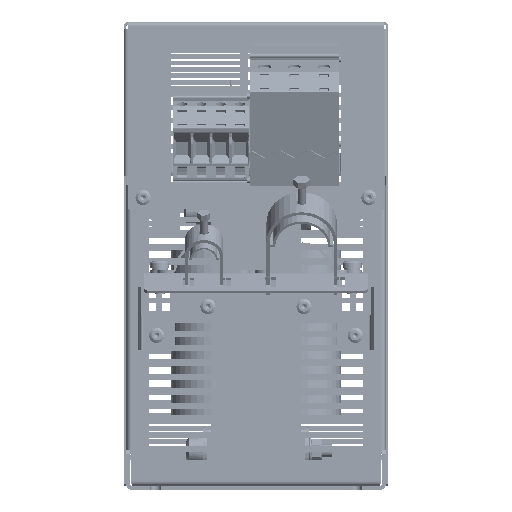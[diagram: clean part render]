
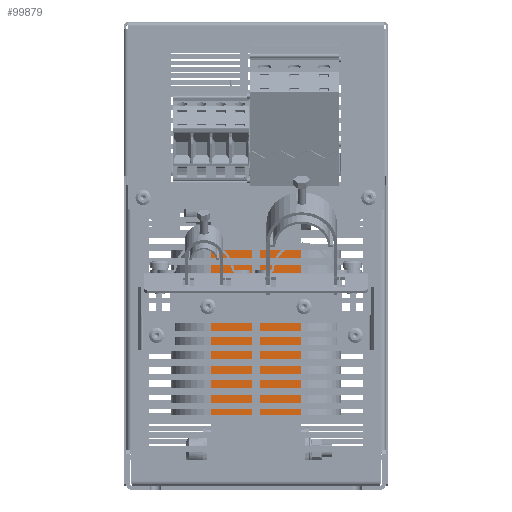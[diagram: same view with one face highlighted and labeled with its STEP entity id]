
A CAD part, front view. The second image highlights one B-rep face of the part: STEP entity #99879.
In plain terms, the highlighted face is planar.
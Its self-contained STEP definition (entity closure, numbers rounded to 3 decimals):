
#1177 = CARTESIAN_POINT ( 'NONE',  ( 45., 52.5, 53. ) ) ;
#2782 = VECTOR ( 'NONE', #21062, 1000. ) ;
#4469 = AXIS2_PLACEMENT_3D ( 'NONE', #46416, #44969, #57171 ) ;
#9068 = EDGE_CURVE ( 'NONE', #142318, #29230, #131816, .T. ) ;
#12973 = EDGE_CURVE ( 'NONE', #29230, #139407, #87174, .T. ) ;
#13959 = VECTOR ( 'NONE', #59532, 1000. ) ;
#15931 = EDGE_CURVE ( 'NONE', #91173, #139407, #77208, .T. ) ;
#21062 = DIRECTION ( 'NONE',  ( 0., 0., -1. ) ) ;
#24087 = PLANE ( 'NONE',  #4469 ) ;
#29230 = VERTEX_POINT ( 'NONE', #66271 ) ;
#29886 = CARTESIAN_POINT ( 'NONE',  ( 45., 52.5, 28. ) ) ;
#30149 = VECTOR ( 'NONE', #79065, 1000. ) ;
#33776 = CARTESIAN_POINT ( 'NONE',  ( 45., 52.5, 28. ) ) ;
#44969 = DIRECTION ( 'NONE',  ( -1., 0., 0. ) ) ;
#46314 = CARTESIAN_POINT ( 'NONE',  ( 45., -52.5, 28. ) ) ;
#46416 = CARTESIAN_POINT ( 'NONE',  ( 45., 52.5, 53. ) ) ;
#49234 = CARTESIAN_POINT ( 'NONE',  ( 45., 52.5, -28. ) ) ;
#51666 = FACE_OUTER_BOUND ( 'NONE', #115641, .T. ) ;
#57171 = DIRECTION ( 'NONE',  ( 0., 0., 1. ) ) ;
#59532 = DIRECTION ( 'NONE',  ( 0., 1., 0. ) ) ;
#66271 = CARTESIAN_POINT ( 'NONE',  ( 45., -52.5, -28. ) ) ;
#77208 = LINE ( 'NONE', #1177, #30149 ) ;
#79065 = DIRECTION ( 'NONE',  ( 0., 0., -1. ) ) ;
#83108 = VECTOR ( 'NONE', #100437, 1000. ) ;
#86209 = ORIENTED_EDGE ( 'NONE', *, *, #9068, .T. ) ;
#86600 = LINE ( 'NONE', #33776, #83108 ) ;
#87174 = LINE ( 'NONE', #103845, #13959 ) ;
#87933 = ORIENTED_EDGE ( 'NONE', *, *, #12973, .T. ) ;
#91173 = VERTEX_POINT ( 'NONE', #29886 ) ;
#99879 = ADVANCED_FACE ( 'NONE', ( #51666 ), #24087, .F. ) ;
#100437 = DIRECTION ( 'NONE',  ( 0., -1., 0. ) ) ;
#103845 = CARTESIAN_POINT ( 'NONE',  ( 45., 52.5, -28. ) ) ;
#115641 = EDGE_LOOP ( 'NONE', ( #86209, #87933, #138644, #123331 ) ) ;
#118519 = EDGE_CURVE ( 'NONE', #91173, #142318, #86600, .T. ) ;
#118979 = CARTESIAN_POINT ( 'NONE',  ( 45., -52.5, 53. ) ) ;
#123331 = ORIENTED_EDGE ( 'NONE', *, *, #118519, .T. ) ;
#131816 = LINE ( 'NONE', #118979, #2782 ) ;
#138644 = ORIENTED_EDGE ( 'NONE', *, *, #15931, .F. ) ;
#139407 = VERTEX_POINT ( 'NONE', #49234 ) ;
#142318 = VERTEX_POINT ( 'NONE', #46314 ) ;
